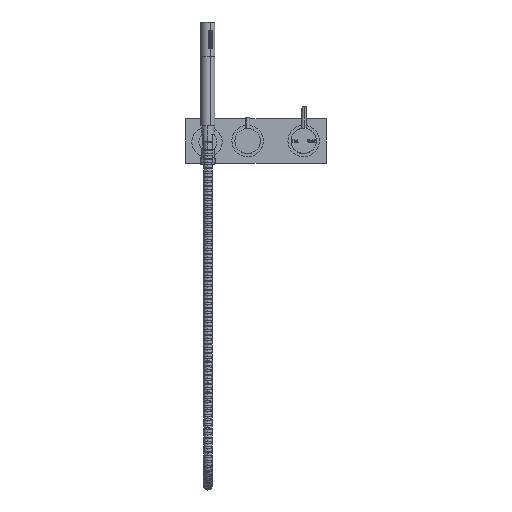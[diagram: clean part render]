
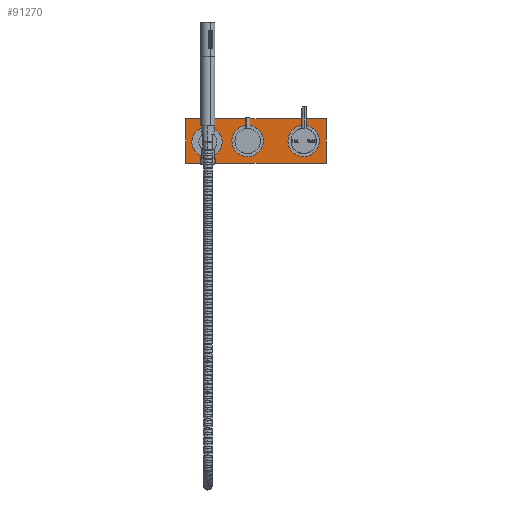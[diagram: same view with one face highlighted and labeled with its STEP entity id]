
A CAD part, top view. The second image highlights one B-rep face of the part: STEP entity #91270.
In plain terms, the highlighted planar face has unit normal (0, 0, 1).
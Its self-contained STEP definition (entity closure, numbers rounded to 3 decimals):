
#15307 = CARTESIAN_POINT ( 'NONE',  ( -125.657, 41.817, 44.191 ) ) ;
#19188 = ORIENTED_EDGE ( 'NONE', *, *, #187388, .T. ) ;
#22483 = DIRECTION ( 'NONE',  ( 1., 0., 0. ) ) ;
#23475 = LINE ( 'NONE', #131224, #125123 ) ;
#27031 = PLANE ( 'NONE',  #166239 ) ;
#29433 = DIRECTION ( 'NONE',  ( -1., 0., 0. ) ) ;
#32165 = ORIENTED_EDGE ( 'NONE', *, *, #67977, .T. ) ;
#33358 = CARTESIAN_POINT ( 'NONE',  ( 124.343, 41.817, 44.191 ) ) ;
#45491 = DIRECTION ( 'NONE',  ( 0., -1., 0. ) ) ;
#46087 = DIRECTION ( 'NONE',  ( 0., 0., 1. ) ) ;
#58214 = CARTESIAN_POINT ( 'NONE',  ( 124.343, 41.817, 44.191 ) ) ;
#67387 = CARTESIAN_POINT ( 'NONE',  ( 124.343, -38.183, 44.191 ) ) ;
#67977 = EDGE_CURVE ( 'NONE', #113414, #106201, #78830, .T. ) ;
#69120 = VECTOR ( 'NONE', #45491, 1000. ) ;
#75685 = CARTESIAN_POINT ( 'NONE',  ( -125.657, -38.183, 44.191 ) ) ;
#78830 = LINE ( 'NONE', #182626, #151896 ) ;
#84376 = ORIENTED_EDGE ( 'NONE', *, *, #158986, .T. ) ;
#88447 = DIRECTION ( 'NONE',  ( 0., -1., 0. ) ) ;
#91270 = ADVANCED_FACE ( 'NONE', ( #184034 ), #27031, .T. ) ;
#106201 = VERTEX_POINT ( 'NONE', #33358 ) ;
#108014 = CARTESIAN_POINT ( 'NONE',  ( -125.657, 41.817, 44.191 ) ) ;
#113414 = VERTEX_POINT ( 'NONE', #67387 ) ;
#125123 = VECTOR ( 'NONE', #22483, 1000. ) ;
#131224 = CARTESIAN_POINT ( 'NONE',  ( -125.657, -38.183, 44.191 ) ) ;
#151428 = CARTESIAN_POINT ( 'NONE',  ( -125.657, -38.183, 44.191 ) ) ;
#151896 = VECTOR ( 'NONE', #153413, 1000. ) ;
#153413 = DIRECTION ( 'NONE',  ( 0., 1., 0. ) ) ;
#156225 = VECTOR ( 'NONE', #29433, 1000. ) ;
#158986 = EDGE_CURVE ( 'NONE', #163180, #113414, #23475, .T. ) ;
#163180 = VERTEX_POINT ( 'NONE', #151428 ) ;
#166239 = AXIS2_PLACEMENT_3D ( 'NONE', #58214, #46087, #88447 ) ;
#167373 = LINE ( 'NONE', #15307, #156225 ) ;
#175513 = LINE ( 'NONE', #75685, #69120 ) ;
#181274 = ORIENTED_EDGE ( 'NONE', *, *, #182804, .T. ) ;
#182626 = CARTESIAN_POINT ( 'NONE',  ( 124.343, -38.183, 44.191 ) ) ;
#182804 = EDGE_CURVE ( 'NONE', #184209, #163180, #175513, .T. ) ;
#184034 = FACE_OUTER_BOUND ( 'NONE', #187543, .T. ) ;
#184209 = VERTEX_POINT ( 'NONE', #108014 ) ;
#187388 = EDGE_CURVE ( 'NONE', #106201, #184209, #167373, .T. ) ;
#187543 = EDGE_LOOP ( 'NONE', ( #32165, #19188, #181274, #84376 ) ) ;
